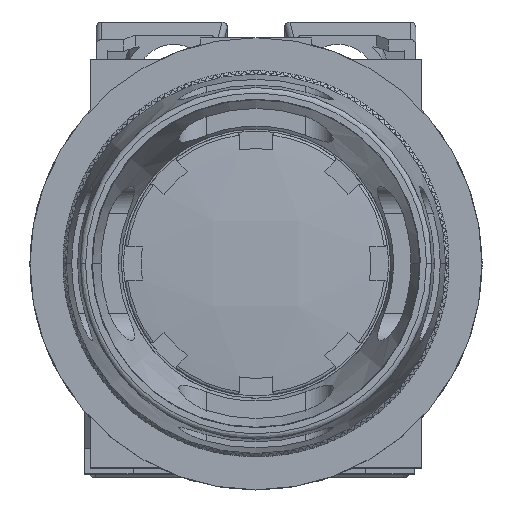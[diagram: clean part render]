
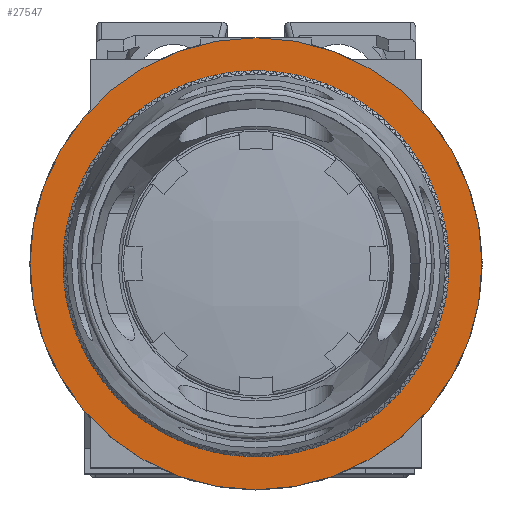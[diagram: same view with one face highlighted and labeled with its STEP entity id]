
A CAD part, top view. The second image highlights one B-rep face of the part: STEP entity #27547.
In plain terms, the highlighted planar face has unit normal (0, 0, 1).
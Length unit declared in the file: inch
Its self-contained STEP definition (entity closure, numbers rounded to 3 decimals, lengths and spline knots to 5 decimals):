
#100 = CARTESIAN_POINT ( 'NONE',  ( 0., 0., 0.23622 ) ) ;
#2132 = CARTESIAN_POINT ( 'NONE',  ( 0.62598, 0., 0.23622 ) ) ;
#12556 = EDGE_LOOP ( 'NONE', ( #22511, #35769 ) ) ;
#13521 = EDGE_CURVE ( 'NONE', #37453, #33421, #26919, .T. ) ;
#14203 = CARTESIAN_POINT ( 'NONE',  ( 0., 0., 0.23622 ) ) ;
#17937 = DIRECTION ( 'NONE',  ( 1., 0., 0. ) ) ;
#19453 = DIRECTION ( 'NONE',  ( -1., 0., 0. ) ) ;
#21497 = VERTEX_POINT ( 'NONE', #2132 ) ;
#22511 = ORIENTED_EDGE ( 'NONE', *, *, #13521, .T. ) ;
#25014 = FACE_OUTER_BOUND ( 'NONE', #12556, .T. ) ;
#25138 = ORIENTED_EDGE ( 'NONE', *, *, #101837, .T. ) ;
#26919 = CIRCLE ( 'NONE', #61380, 0.80709 ) ;
#27547 = ADVANCED_FACE ( 'NONE', ( #104660, #25014 ), #67995, .T. ) ;
#27891 = DIRECTION ( 'NONE',  ( 0., 0., -1. ) ) ;
#33421 = VERTEX_POINT ( 'NONE', #92069 ) ;
#35769 = ORIENTED_EDGE ( 'NONE', *, *, #58297, .T. ) ;
#35887 = ORIENTED_EDGE ( 'NONE', *, *, #79376, .T. ) ;
#36719 = DIRECTION ( 'NONE',  ( -1., 0., 0. ) ) ;
#37453 = VERTEX_POINT ( 'NONE', #48402 ) ;
#40069 = CIRCLE ( 'NONE', #100804, 0.62598 ) ;
#45000 = CARTESIAN_POINT ( 'NONE',  ( 0., 0., 0.23622 ) ) ;
#45495 = CARTESIAN_POINT ( 'NONE',  ( 0., 0., 0.23622 ) ) ;
#46544 = DIRECTION ( 'NONE',  ( 0., 0., 1. ) ) ;
#48402 = CARTESIAN_POINT ( 'NONE',  ( -0.80709, 0., 0.23622 ) ) ;
#52470 = VERTEX_POINT ( 'NONE', #94776 ) ;
#53858 = DIRECTION ( 'NONE',  ( 0., 0., -1. ) ) ;
#55096 = DIRECTION ( 'NONE',  ( 0., 0., 1. ) ) ;
#56670 = AXIS2_PLACEMENT_3D ( 'NONE', #62603, #46544, #88581 ) ;
#58297 = EDGE_CURVE ( 'NONE', #33421, #37453, #68727, .T. ) ;
#59312 = EDGE_LOOP ( 'NONE', ( #35887, #25138 ) ) ;
#61380 = AXIS2_PLACEMENT_3D ( 'NONE', #14203, #55096, #71633 ) ;
#62603 = CARTESIAN_POINT ( 'NONE',  ( 0., 0., 0.23622 ) ) ;
#67995 = PLANE ( 'NONE',  #108093 ) ;
#68727 = CIRCLE ( 'NONE', #56670, 0.80709 ) ;
#70840 = AXIS2_PLACEMENT_3D ( 'NONE', #45000, #27891, #19453 ) ;
#71633 = DIRECTION ( 'NONE',  ( -1., 0., 0. ) ) ;
#79376 = EDGE_CURVE ( 'NONE', #52470, #21497, #40069, .T. ) ;
#83762 = DIRECTION ( 'NONE',  ( 0., 0., 1. ) ) ;
#88581 = DIRECTION ( 'NONE',  ( -1., 0., 0. ) ) ;
#92069 = CARTESIAN_POINT ( 'NONE',  ( 0.80709, 0., 0.23622 ) ) ;
#93773 = CIRCLE ( 'NONE', #70840, 0.62598 ) ;
#94776 = CARTESIAN_POINT ( 'NONE',  ( -0.62598, 0., 0.23622 ) ) ;
#100804 = AXIS2_PLACEMENT_3D ( 'NONE', #45495, #53858, #36719 ) ;
#101837 = EDGE_CURVE ( 'NONE', #21497, #52470, #93773, .T. ) ;
#104660 = FACE_BOUND ( 'NONE', #59312, .T. ) ;
#108093 = AXIS2_PLACEMENT_3D ( 'NONE', #100, #83762, #17937 ) ;
